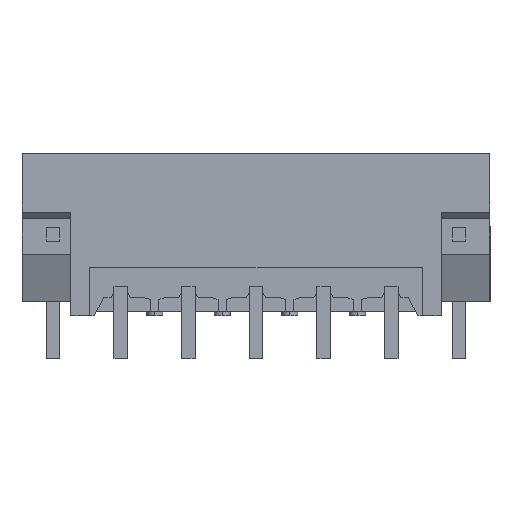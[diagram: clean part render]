
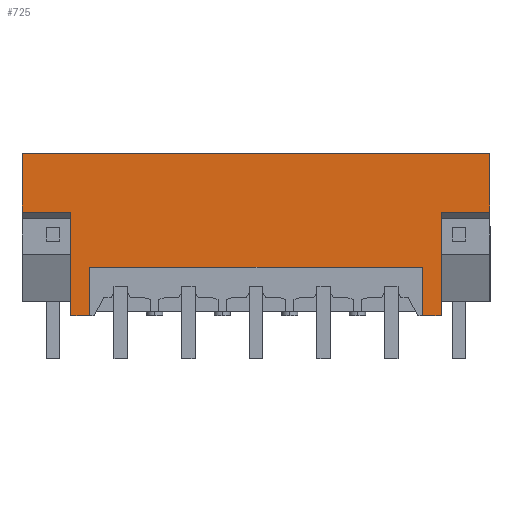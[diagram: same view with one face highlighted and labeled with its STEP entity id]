
A CAD part, front view. The second image highlights one B-rep face of the part: STEP entity #725.
In plain terms, the highlighted planar face has unit normal (0, -1, 0).
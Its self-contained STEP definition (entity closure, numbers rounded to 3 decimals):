
#641=AXIS2_PLACEMENT_3D('Plane Axis2P3D',#638,#639,#640) ;
#49=CARTESIAN_POINT('Vertex',(5.,0.,3.2)) ;
#52=CARTESIAN_POINT('Line Origine',(4.3,0.,3.2)) ;
#56=CARTESIAN_POINT('Vertex',(3.6,0.,3.2)) ;
#623=CARTESIAN_POINT('Vertex',(5.,0.,6.75)) ;
#626=CARTESIAN_POINT('Line Origine',(5.,0.,4.975)) ;
#638=CARTESIAN_POINT('Axis2P3D Location',(5.,0.,3.2)) ;
#643=CARTESIAN_POINT('Line Origine',(17.3,0.,6.75)) ;
#647=CARTESIAN_POINT('Vertex',(29.6,0.,6.75)) ;
#650=CARTESIAN_POINT('Line Origine',(29.6,0.,4.975)) ;
#654=CARTESIAN_POINT('Vertex',(29.6,0.,3.2)) ;
#657=CARTESIAN_POINT('Line Origine',(30.3,0.,3.2)) ;
#661=CARTESIAN_POINT('Vertex',(31.,0.,3.2)) ;
#664=CARTESIAN_POINT('Line Origine',(31.,0.,7.023)) ;
#668=CARTESIAN_POINT('Vertex',(31.,0.,10.846)) ;
#671=CARTESIAN_POINT('Line Origine',(32.8,0.,10.846)) ;
#675=CARTESIAN_POINT('Vertex',(34.6,0.,10.846)) ;
#678=CARTESIAN_POINT('Line Origine',(34.6,0.,13.023)) ;
#682=CARTESIAN_POINT('Vertex',(34.6,0.,15.2)) ;
#685=CARTESIAN_POINT('Line Origine',(17.3,0.,15.2)) ;
#689=CARTESIAN_POINT('Vertex',(0.,0.,15.2)) ;
#692=CARTESIAN_POINT('Line Origine',(0.,0.,13.023)) ;
#696=CARTESIAN_POINT('Vertex',(0.,0.,10.846)) ;
#699=CARTESIAN_POINT('Line Origine',(1.8,0.,10.846)) ;
#703=CARTESIAN_POINT('Vertex',(3.6,0.,10.846)) ;
#706=CARTESIAN_POINT('Line Origine',(3.6,0.,7.023)) ;
#53=DIRECTION('Vector Direction',(1.,0.,0.)) ;
#627=DIRECTION('Vector Direction',(0.,0.,-1.)) ;
#639=DIRECTION('Axis2P3D Direction',(0.,1.,0.)) ;
#640=DIRECTION('Axis2P3D XDirection',(0.,0.,1.)) ;
#644=DIRECTION('Vector Direction',(1.,0.,0.)) ;
#651=DIRECTION('Vector Direction',(0.,0.,-1.)) ;
#658=DIRECTION('Vector Direction',(1.,0.,0.)) ;
#665=DIRECTION('Vector Direction',(0.,0.,1.)) ;
#672=DIRECTION('Vector Direction',(1.,0.,0.)) ;
#679=DIRECTION('Vector Direction',(0.,0.,1.)) ;
#686=DIRECTION('Vector Direction',(1.,0.,0.)) ;
#693=DIRECTION('Vector Direction',(0.,0.,1.)) ;
#700=DIRECTION('Vector Direction',(1.,0.,0.)) ;
#707=DIRECTION('Vector Direction',(0.,0.,1.)) ;
#54=VECTOR('Line Direction',#53,1.) ;
#628=VECTOR('Line Direction',#627,1.) ;
#645=VECTOR('Line Direction',#644,1.) ;
#652=VECTOR('Line Direction',#651,1.) ;
#659=VECTOR('Line Direction',#658,1.) ;
#666=VECTOR('Line Direction',#665,1.) ;
#673=VECTOR('Line Direction',#672,1.) ;
#680=VECTOR('Line Direction',#679,1.) ;
#687=VECTOR('Line Direction',#686,1.) ;
#694=VECTOR('Line Direction',#693,1.) ;
#701=VECTOR('Line Direction',#700,1.) ;
#708=VECTOR('Line Direction',#707,1.) ;
#712=ORIENTED_EDGE('',*,*,#649,.F.) ;
#713=ORIENTED_EDGE('',*,*,#656,.F.) ;
#714=ORIENTED_EDGE('',*,*,#663,.T.) ;
#715=ORIENTED_EDGE('',*,*,#670,.T.) ;
#716=ORIENTED_EDGE('',*,*,#677,.F.) ;
#717=ORIENTED_EDGE('',*,*,#684,.T.) ;
#718=ORIENTED_EDGE('',*,*,#691,.F.) ;
#719=ORIENTED_EDGE('',*,*,#698,.F.) ;
#720=ORIENTED_EDGE('',*,*,#705,.T.) ;
#721=ORIENTED_EDGE('',*,*,#710,.F.) ;
#722=ORIENTED_EDGE('',*,*,#58,.T.) ;
#723=ORIENTED_EDGE('',*,*,#630,.F.) ;
#725=ADVANCED_FACE('HOUSING',(#724),#642,.F.) ;
#58=EDGE_CURVE('',#57,#50,#55,.T.) ;
#630=EDGE_CURVE('',#624,#50,#629,.T.) ;
#649=EDGE_CURVE('',#648,#624,#646,.F.) ;
#656=EDGE_CURVE('',#655,#648,#653,.F.) ;
#663=EDGE_CURVE('',#655,#662,#660,.T.) ;
#670=EDGE_CURVE('',#662,#669,#667,.T.) ;
#677=EDGE_CURVE('',#676,#669,#674,.F.) ;
#684=EDGE_CURVE('',#676,#683,#681,.T.) ;
#691=EDGE_CURVE('',#690,#683,#688,.T.) ;
#698=EDGE_CURVE('',#697,#690,#695,.T.) ;
#705=EDGE_CURVE('',#697,#704,#702,.T.) ;
#710=EDGE_CURVE('',#57,#704,#709,.T.) ;
#711=EDGE_LOOP('',(#712,#713,#714,#715,#716,#717,#718,#719,#720,#721,#722,#723)) ;
#724=FACE_OUTER_BOUND('',#711,.T.) ;
#55=LINE('Line',#52,#54) ;
#629=LINE('Line',#626,#628) ;
#646=LINE('Line',#643,#645) ;
#653=LINE('Line',#650,#652) ;
#660=LINE('Line',#657,#659) ;
#667=LINE('Line',#664,#666) ;
#674=LINE('Line',#671,#673) ;
#681=LINE('Line',#678,#680) ;
#688=LINE('Line',#685,#687) ;
#695=LINE('Line',#692,#694) ;
#702=LINE('Line',#699,#701) ;
#709=LINE('Line',#706,#708) ;
#642=PLANE('',#641) ;
#50=VERTEX_POINT('',#49) ;
#57=VERTEX_POINT('',#56) ;
#624=VERTEX_POINT('',#623) ;
#648=VERTEX_POINT('',#647) ;
#655=VERTEX_POINT('',#654) ;
#662=VERTEX_POINT('',#661) ;
#669=VERTEX_POINT('',#668) ;
#676=VERTEX_POINT('',#675) ;
#683=VERTEX_POINT('',#682) ;
#690=VERTEX_POINT('',#689) ;
#697=VERTEX_POINT('',#696) ;
#704=VERTEX_POINT('',#703) ;
